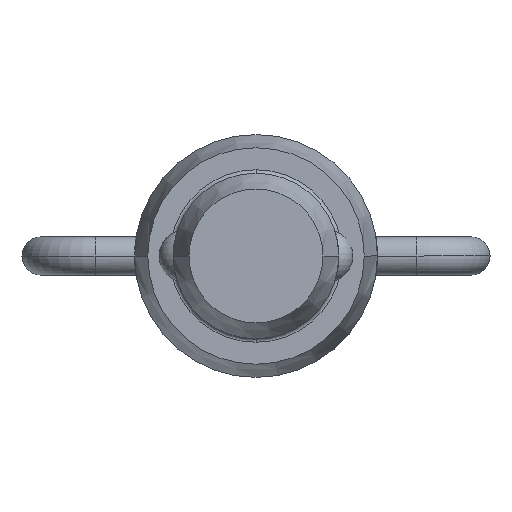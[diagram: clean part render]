
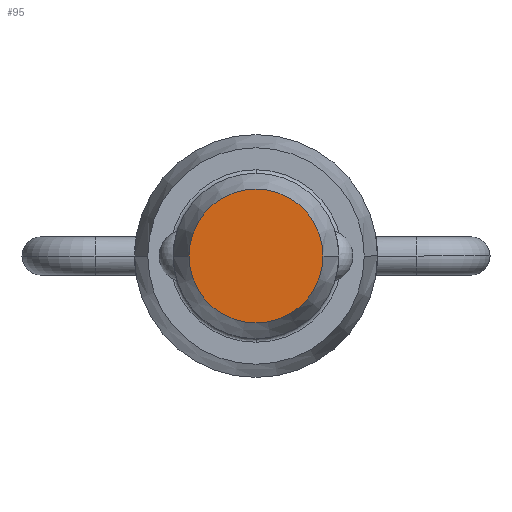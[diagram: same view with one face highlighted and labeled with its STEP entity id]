
A CAD part, front view. The second image highlights one B-rep face of the part: STEP entity #95.
In plain terms, the highlighted planar face has unit normal (0, -1, 0).
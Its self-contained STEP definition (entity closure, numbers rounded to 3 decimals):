
#95=ADVANCED_FACE('',(#211),#212,.T.);
#211=FACE_OUTER_BOUND('',#344,.T.);
#212=PLANE('',#345);
#344=EDGE_LOOP('',(#556,#557));
#345=AXIS2_PLACEMENT_3D('',#558,#559,#560);
#556=ORIENTED_EDGE('',*,*,#867,.T.);
#557=ORIENTED_EDGE('',*,*,#797,.T.);
#558=CARTESIAN_POINT('',(-2.381,-85.471,0.0));
#559=DIRECTION('',(0.,-1.0,0.0));
#560=DIRECTION('',(1.0,0.,0.0));
#797=EDGE_CURVE('',#946,#943,#947,.T.);
#867=EDGE_CURVE('',#943,#946,#1063,.T.);
#943=VERTEX_POINT('',#1148);
#946=VERTEX_POINT('',#1152);
#947=CIRCLE('',#1153,3.853);
#1063=CIRCLE('',#1369,3.853);
#1148=CARTESIAN_POINT('',(-3.853,-85.471,0.0));
#1152=CARTESIAN_POINT('',(3.853,-85.471,0.));
#1153=AXIS2_PLACEMENT_3D('',#1557,#1558,#1559);
#1369=AXIS2_PLACEMENT_3D('',#1678,#1679,#1680);
#1557=CARTESIAN_POINT('',(0.0,-85.471,0.0));
#1558=DIRECTION('',(0.,-1.0,0.0));
#1559=DIRECTION('',(-1.0,0.,0.0));
#1678=CARTESIAN_POINT('',(0.0,-85.471,0.0));
#1679=DIRECTION('',(0.,-1.0,0.0));
#1680=DIRECTION('',(-1.0,0.,0.0));
